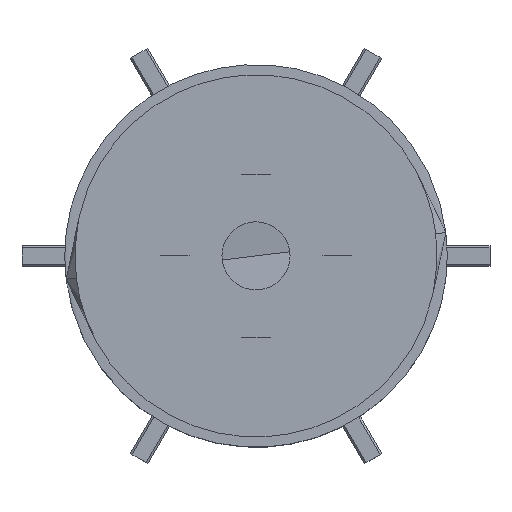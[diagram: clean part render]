
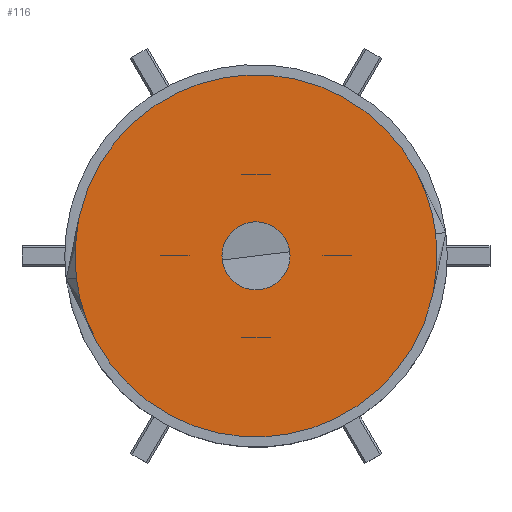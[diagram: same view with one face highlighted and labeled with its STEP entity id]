
A CAD part, top view. The second image highlights one B-rep face of the part: STEP entity #116.
In plain terms, the highlighted planar face has unit normal (0, 0, 1).
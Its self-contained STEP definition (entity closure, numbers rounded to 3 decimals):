
#21=FACE_BOUND('',#288,.T.);
#22=FACE_BOUND('',#289,.T.);
#23=FACE_BOUND('',#290,.T.);
#24=FACE_BOUND('',#291,.T.);
#25=FACE_BOUND('',#292,.T.);
#116=ADVANCED_FACE('',(#198,#21,#22,#23,#24,#25),#1210,.T.);
#198=FACE_OUTER_BOUND('',#287,.T.);
#287=EDGE_LOOP('',(#649,#650));
#288=EDGE_LOOP('',(#651,#652));
#289=EDGE_LOOP('',(#653,#654));
#290=EDGE_LOOP('',(#655,#656));
#291=EDGE_LOOP('',(#657,#658));
#292=EDGE_LOOP('',(#659,#660));
#649=ORIENTED_EDGE('',*,*,#888,.F.);
#650=ORIENTED_EDGE('',*,*,#868,.F.);
#651=ORIENTED_EDGE('',*,*,#883,.F.);
#652=ORIENTED_EDGE('',*,*,#852,.F.);
#653=ORIENTED_EDGE('',*,*,#880,.F.);
#654=ORIENTED_EDGE('',*,*,#855,.F.);
#655=ORIENTED_EDGE('',*,*,#871,.F.);
#656=ORIENTED_EDGE('',*,*,#858,.F.);
#657=ORIENTED_EDGE('',*,*,#874,.F.);
#658=ORIENTED_EDGE('',*,*,#861,.F.);
#659=ORIENTED_EDGE('',*,*,#877,.F.);
#660=ORIENTED_EDGE('',*,*,#864,.F.);
#852=EDGE_CURVE('',#1107,#1127,#1277,.T.);
#855=EDGE_CURVE('',#1109,#1125,#1279,.T.);
#858=EDGE_CURVE('',#1111,#1119,#1281,.T.);
#861=EDGE_CURVE('',#1113,#1121,#1283,.T.);
#864=EDGE_CURVE('',#1115,#1123,#1285,.T.);
#868=EDGE_CURVE('',#1117,#1130,#1288,.T.);
#871=EDGE_CURVE('',#1119,#1111,#1290,.T.);
#874=EDGE_CURVE('',#1121,#1113,#1292,.T.);
#877=EDGE_CURVE('',#1123,#1115,#1294,.T.);
#880=EDGE_CURVE('',#1125,#1109,#1296,.T.);
#883=EDGE_CURVE('',#1127,#1107,#1298,.T.);
#888=EDGE_CURVE('',#1130,#1117,#1302,.T.);
#1107=VERTEX_POINT('',#2199);
#1109=VERTEX_POINT('',#2201);
#1111=VERTEX_POINT('',#2203);
#1113=VERTEX_POINT('',#2205);
#1115=VERTEX_POINT('',#2207);
#1117=VERTEX_POINT('',#2209);
#1119=VERTEX_POINT('',#2211);
#1121=VERTEX_POINT('',#2213);
#1123=VERTEX_POINT('',#2215);
#1125=VERTEX_POINT('',#2217);
#1127=VERTEX_POINT('',#2219);
#1130=VERTEX_POINT('',#2222);
#1210=PLANE('',#1464);
#1277=(
BOUNDED_CURVE()
B_SPLINE_CURVE(2,(#2235,#2236,#2237,#2238,#2239),.UNSPECIFIED.,.F.,.F.)
B_SPLINE_CURVE_WITH_KNOTS((3,2,3),(0.,2.199,4.398),
 .UNSPECIFIED.)
CURVE()
GEOMETRIC_REPRESENTATION_ITEM()
RATIONAL_B_SPLINE_CURVE((1.,0.707,1.,0.707,1.))
REPRESENTATION_ITEM('')
);
#1279=(
BOUNDED_CURVE()
B_SPLINE_CURVE(2,(#2247,#2248,#2249,#2250,#2251),.UNSPECIFIED.,.F.,.F.)
B_SPLINE_CURVE_WITH_KNOTS((3,2,3),(0.,5.262,10.524),
 .UNSPECIFIED.)
CURVE()
GEOMETRIC_REPRESENTATION_ITEM()
RATIONAL_B_SPLINE_CURVE((1.,0.707,1.,0.707,1.))
REPRESENTATION_ITEM('')
);
#1281=(
BOUNDED_CURVE()
B_SPLINE_CURVE(2,(#2259,#2260,#2261,#2262,#2263),.UNSPECIFIED.,.F.,.F.)
B_SPLINE_CURVE_WITH_KNOTS((3,2,3),(0.,2.199,4.398),
 .UNSPECIFIED.)
CURVE()
GEOMETRIC_REPRESENTATION_ITEM()
RATIONAL_B_SPLINE_CURVE((1.,0.707,1.,0.707,1.))
REPRESENTATION_ITEM('')
);
#1283=(
BOUNDED_CURVE()
B_SPLINE_CURVE(2,(#2271,#2272,#2273,#2274,#2275),.UNSPECIFIED.,.F.,.F.)
B_SPLINE_CURVE_WITH_KNOTS((3,2,3),(0.,2.199,4.398),
 .UNSPECIFIED.)
CURVE()
GEOMETRIC_REPRESENTATION_ITEM()
RATIONAL_B_SPLINE_CURVE((1.,0.707,1.,0.707,1.))
REPRESENTATION_ITEM('')
);
#1285=(
BOUNDED_CURVE()
B_SPLINE_CURVE(2,(#2283,#2284,#2285,#2286,#2287),.UNSPECIFIED.,.F.,.F.)
B_SPLINE_CURVE_WITH_KNOTS((3,2,3),(0.,2.199,4.398),
 .UNSPECIFIED.)
CURVE()
GEOMETRIC_REPRESENTATION_ITEM()
RATIONAL_B_SPLINE_CURVE((1.,0.707,1.,0.707,1.))
REPRESENTATION_ITEM('')
);
#1288=(
BOUNDED_CURVE()
B_SPLINE_CURVE(2,(#2298,#2299,#2300,#2301,#2302),.UNSPECIFIED.,.F.,.F.)
B_SPLINE_CURVE_WITH_KNOTS((3,2,3),(0.,28.027,56.054),
 .UNSPECIFIED.)
CURVE()
GEOMETRIC_REPRESENTATION_ITEM()
RATIONAL_B_SPLINE_CURVE((1.,0.707,1.,0.707,1.))
REPRESENTATION_ITEM('')
);
#1290=(
BOUNDED_CURVE()
B_SPLINE_CURVE(2,(#2310,#2311,#2312,#2313,#2314),.UNSPECIFIED.,.F.,.F.)
B_SPLINE_CURVE_WITH_KNOTS((3,2,3),(4.398,6.597,8.796),
 .UNSPECIFIED.)
CURVE()
GEOMETRIC_REPRESENTATION_ITEM()
RATIONAL_B_SPLINE_CURVE((1.,0.707,1.,0.707,1.))
REPRESENTATION_ITEM('')
);
#1292=(
BOUNDED_CURVE()
B_SPLINE_CURVE(2,(#2322,#2323,#2324,#2325,#2326),.UNSPECIFIED.,.F.,.F.)
B_SPLINE_CURVE_WITH_KNOTS((3,2,3),(4.398,6.597,8.796),
 .UNSPECIFIED.)
CURVE()
GEOMETRIC_REPRESENTATION_ITEM()
RATIONAL_B_SPLINE_CURVE((1.,0.707,1.,0.707,1.))
REPRESENTATION_ITEM('')
);
#1294=(
BOUNDED_CURVE()
B_SPLINE_CURVE(2,(#2334,#2335,#2336,#2337,#2338),.UNSPECIFIED.,.F.,.F.)
B_SPLINE_CURVE_WITH_KNOTS((3,2,3),(4.398,6.597,8.796),
 .UNSPECIFIED.)
CURVE()
GEOMETRIC_REPRESENTATION_ITEM()
RATIONAL_B_SPLINE_CURVE((1.,0.707,1.,0.707,1.))
REPRESENTATION_ITEM('')
);
#1296=(
BOUNDED_CURVE()
B_SPLINE_CURVE(2,(#2346,#2347,#2348,#2349,#2350),.UNSPECIFIED.,.F.,.F.)
B_SPLINE_CURVE_WITH_KNOTS((3,2,3),(10.524,15.787,21.049),
 .UNSPECIFIED.)
CURVE()
GEOMETRIC_REPRESENTATION_ITEM()
RATIONAL_B_SPLINE_CURVE((1.,0.707,1.,0.707,1.))
REPRESENTATION_ITEM('')
);
#1298=(
BOUNDED_CURVE()
B_SPLINE_CURVE(2,(#2358,#2359,#2360,#2361,#2362),.UNSPECIFIED.,.F.,.F.)
B_SPLINE_CURVE_WITH_KNOTS((3,2,3),(4.398,6.597,8.796),
 .UNSPECIFIED.)
CURVE()
GEOMETRIC_REPRESENTATION_ITEM()
RATIONAL_B_SPLINE_CURVE((1.,0.707,1.,0.707,1.))
REPRESENTATION_ITEM('')
);
#1302=(
BOUNDED_CURVE()
B_SPLINE_CURVE(2,(#2378,#2379,#2380,#2381,#2382),.UNSPECIFIED.,.F.,.F.)
B_SPLINE_CURVE_WITH_KNOTS((3,2,3),(56.054,84.082,112.109),
 .UNSPECIFIED.)
CURVE()
GEOMETRIC_REPRESENTATION_ITEM()
RATIONAL_B_SPLINE_CURVE((1.,0.707,1.,0.707,1.))
REPRESENTATION_ITEM('')
);
#1464=AXIS2_PLACEMENT_3D('',#2160,#1549,$);
#1549=DIRECTION('',(0.,0.,1.));
#2160=CARTESIAN_POINT('',(-21.415,-21.415,26.971));
#2199=CARTESIAN_POINT('',(-6.6,0.005,26.971));
#2201=CARTESIAN_POINT('',(3.35,0.,26.971));
#2203=CARTESIAN_POINT('',(1.4,8.005,26.971));
#2205=CARTESIAN_POINT('',(9.4,0.005,26.971));
#2207=CARTESIAN_POINT('',(1.4,-7.995,26.971));
#2209=CARTESIAN_POINT('',(-17.71,-2.17,26.971));
#2211=CARTESIAN_POINT('',(-1.4,8.005,26.971));
#2213=CARTESIAN_POINT('',(6.6,0.005,26.971));
#2215=CARTESIAN_POINT('',(-1.4,-7.995,26.971));
#2217=CARTESIAN_POINT('',(-3.35,0.,26.971));
#2219=CARTESIAN_POINT('',(-9.4,0.005,26.971));
#2222=CARTESIAN_POINT('',(17.71,2.17,26.971));
#2235=CARTESIAN_POINT('',(-6.6,0.005,26.971));
#2236=CARTESIAN_POINT('',(-6.6,1.405,26.971));
#2237=CARTESIAN_POINT('',(-8.,1.405,26.971));
#2238=CARTESIAN_POINT('',(-9.4,1.405,26.971));
#2239=CARTESIAN_POINT('',(-9.4,0.005,26.971));
#2247=CARTESIAN_POINT('',(3.35,0.,26.971));
#2248=CARTESIAN_POINT('',(3.35,3.35,26.971));
#2249=CARTESIAN_POINT('',(0.,3.35,26.971));
#2250=CARTESIAN_POINT('',(-3.35,3.35,26.971));
#2251=CARTESIAN_POINT('',(-3.35,0.,26.971));
#2259=CARTESIAN_POINT('',(1.4,8.005,26.971));
#2260=CARTESIAN_POINT('',(1.4,9.405,26.971));
#2261=CARTESIAN_POINT('',(0.,9.405,26.971));
#2262=CARTESIAN_POINT('',(-1.4,9.405,26.971));
#2263=CARTESIAN_POINT('',(-1.4,8.005,26.971));
#2271=CARTESIAN_POINT('',(9.4,0.005,26.971));
#2272=CARTESIAN_POINT('',(9.4,1.405,26.971));
#2273=CARTESIAN_POINT('',(8.,1.405,26.971));
#2274=CARTESIAN_POINT('',(6.6,1.405,26.971));
#2275=CARTESIAN_POINT('',(6.6,0.005,26.971));
#2283=CARTESIAN_POINT('',(1.4,-7.995,26.971));
#2284=CARTESIAN_POINT('',(1.4,-6.595,26.971));
#2285=CARTESIAN_POINT('',(0.,-6.595,26.971));
#2286=CARTESIAN_POINT('',(-1.4,-6.595,26.971));
#2287=CARTESIAN_POINT('',(-1.4,-7.995,26.971));
#2298=CARTESIAN_POINT('',(-17.71,-2.17,26.971));
#2299=CARTESIAN_POINT('',(-19.881,15.54,26.971));
#2300=CARTESIAN_POINT('',(-2.17,17.71,26.971));
#2301=CARTESIAN_POINT('',(15.54,19.881,26.971));
#2302=CARTESIAN_POINT('',(17.71,2.17,26.971));
#2310=CARTESIAN_POINT('',(-1.4,8.005,26.971));
#2311=CARTESIAN_POINT('',(-1.4,6.605,26.971));
#2312=CARTESIAN_POINT('',(0.,6.605,26.971));
#2313=CARTESIAN_POINT('',(1.4,6.605,26.971));
#2314=CARTESIAN_POINT('',(1.4,8.005,26.971));
#2322=CARTESIAN_POINT('',(6.6,0.005,26.971));
#2323=CARTESIAN_POINT('',(6.6,-1.395,26.971));
#2324=CARTESIAN_POINT('',(8.,-1.395,26.971));
#2325=CARTESIAN_POINT('',(9.4,-1.395,26.971));
#2326=CARTESIAN_POINT('',(9.4,0.005,26.971));
#2334=CARTESIAN_POINT('',(-1.4,-7.995,26.971));
#2335=CARTESIAN_POINT('',(-1.4,-9.395,26.971));
#2336=CARTESIAN_POINT('',(0.,-9.395,26.971));
#2337=CARTESIAN_POINT('',(1.4,-9.395,26.971));
#2338=CARTESIAN_POINT('',(1.4,-7.995,26.971));
#2346=CARTESIAN_POINT('',(-3.35,0.,26.971));
#2347=CARTESIAN_POINT('',(-3.35,-3.35,26.971));
#2348=CARTESIAN_POINT('',(0.,-3.35,26.971));
#2349=CARTESIAN_POINT('',(3.35,-3.35,26.971));
#2350=CARTESIAN_POINT('',(3.35,0.,26.971));
#2358=CARTESIAN_POINT('',(-9.4,0.005,26.971));
#2359=CARTESIAN_POINT('',(-9.4,-1.395,26.971));
#2360=CARTESIAN_POINT('',(-8.,-1.395,26.971));
#2361=CARTESIAN_POINT('',(-6.6,-1.395,26.971));
#2362=CARTESIAN_POINT('',(-6.6,0.005,26.971));
#2378=CARTESIAN_POINT('',(17.71,2.17,26.971));
#2379=CARTESIAN_POINT('',(19.881,-15.54,26.971));
#2380=CARTESIAN_POINT('',(2.17,-17.71,26.971));
#2381=CARTESIAN_POINT('',(-15.54,-19.881,26.971));
#2382=CARTESIAN_POINT('',(-17.71,-2.17,26.971));
